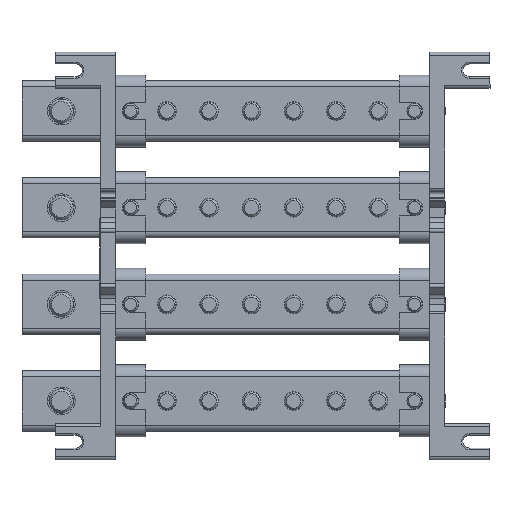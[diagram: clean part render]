
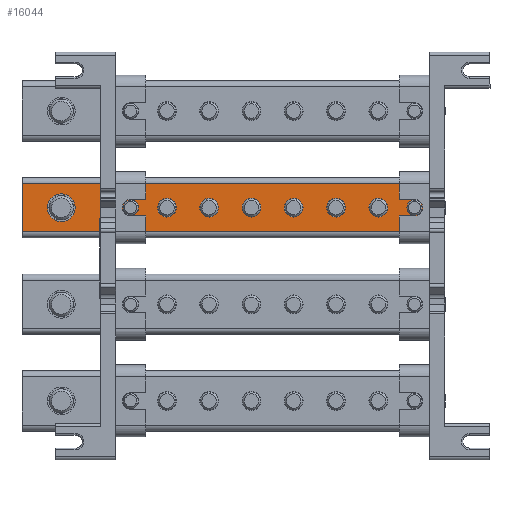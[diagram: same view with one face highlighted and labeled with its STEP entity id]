
A CAD part, front view. The second image highlights one B-rep face of the part: STEP entity #16044.
In plain terms, the highlighted face is planar.
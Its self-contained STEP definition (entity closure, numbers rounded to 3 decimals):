
#325=FACE_BOUND('',#2700,.T.);
#326=FACE_BOUND('',#2701,.T.);
#327=FACE_BOUND('',#2702,.T.);
#328=FACE_BOUND('',#2703,.T.);
#329=FACE_BOUND('',#2704,.T.);
#330=FACE_BOUND('',#2705,.T.);
#331=FACE_BOUND('',#2706,.T.);
#332=FACE_BOUND('',#2707,.T.);
#333=FACE_BOUND('',#2708,.T.);
#1131=PLANE('',#17123);
#1800=FACE_OUTER_BOUND('',#2699,.T.);
#2699=EDGE_LOOP('',(#13228,#13229,#13230,#13231));
#2700=EDGE_LOOP('',(#13232));
#2701=EDGE_LOOP('',(#13233));
#2702=EDGE_LOOP('',(#13234));
#2703=EDGE_LOOP('',(#13235));
#2704=EDGE_LOOP('',(#13236));
#2705=EDGE_LOOP('',(#13237));
#2706=EDGE_LOOP('',(#13238));
#2707=EDGE_LOOP('',(#13239));
#2708=EDGE_LOOP('',(#13240));
#4002=LINE('',#25999,#5521);
#4003=LINE('',#26002,#5522);
#4004=LINE('',#26004,#5523);
#4005=LINE('',#26005,#5524);
#5521=VECTOR('',#19813,10.);
#5522=VECTOR('',#19816,10.);
#5523=VECTOR('',#19817,10.);
#5524=VECTOR('',#19818,10.);
#6335=CIRCLE('',#17094,4.6);
#6336=CIRCLE('',#17096,2.2);
#6339=CIRCLE('',#17100,2.6);
#6341=CIRCLE('',#17103,3.1);
#6343=CIRCLE('',#17106,3.1);
#6345=CIRCLE('',#17109,3.1);
#6347=CIRCLE('',#17112,3.1);
#6349=CIRCLE('',#17115,3.1);
#6351=CIRCLE('',#17118,3.1);
#7492=VERTEX_POINT('',#25934);
#7493=VERTEX_POINT('',#25938);
#7496=VERTEX_POINT('',#25946);
#7498=VERTEX_POINT('',#25952);
#7500=VERTEX_POINT('',#25958);
#7502=VERTEX_POINT('',#25964);
#7504=VERTEX_POINT('',#25970);
#7506=VERTEX_POINT('',#25976);
#7508=VERTEX_POINT('',#25982);
#7513=VERTEX_POINT('',#25995);
#7514=VERTEX_POINT('',#25997);
#7515=VERTEX_POINT('',#26001);
#7516=VERTEX_POINT('',#26003);
#9508=EDGE_CURVE('',#7492,#7492,#6335,.T.);
#9509=EDGE_CURVE('',#7493,#7493,#6336,.T.);
#9514=EDGE_CURVE('',#7496,#7496,#6339,.T.);
#9517=EDGE_CURVE('',#7498,#7498,#6341,.T.);
#9520=EDGE_CURVE('',#7500,#7500,#6343,.T.);
#9523=EDGE_CURVE('',#7502,#7502,#6345,.T.);
#9526=EDGE_CURVE('',#7504,#7504,#6347,.T.);
#9529=EDGE_CURVE('',#7506,#7506,#6349,.T.);
#9532=EDGE_CURVE('',#7508,#7508,#6351,.T.);
#9539=EDGE_CURVE('',#7513,#7514,#4002,.T.);
#9540=EDGE_CURVE('',#7515,#7513,#4003,.T.);
#9541=EDGE_CURVE('',#7516,#7514,#4004,.T.);
#9542=EDGE_CURVE('',#7515,#7516,#4005,.T.);
#13228=ORIENTED_EDGE('',*,*,#9540,.T.);
#13229=ORIENTED_EDGE('',*,*,#9539,.T.);
#13230=ORIENTED_EDGE('',*,*,#9541,.F.);
#13231=ORIENTED_EDGE('',*,*,#9542,.F.);
#13232=ORIENTED_EDGE('',*,*,#9508,.T.);
#13233=ORIENTED_EDGE('',*,*,#9509,.T.);
#13234=ORIENTED_EDGE('',*,*,#9514,.T.);
#13235=ORIENTED_EDGE('',*,*,#9517,.T.);
#13236=ORIENTED_EDGE('',*,*,#9520,.T.);
#13237=ORIENTED_EDGE('',*,*,#9523,.T.);
#13238=ORIENTED_EDGE('',*,*,#9526,.T.);
#13239=ORIENTED_EDGE('',*,*,#9529,.T.);
#13240=ORIENTED_EDGE('',*,*,#9532,.T.);
#16044=ADVANCED_FACE('',(#1800,#325,#326,#327,#328,#329,#330,#331,#332,
#333),#1131,.T.);
#17094=AXIS2_PLACEMENT_3D('',#25936,#19743,#19744);
#17096=AXIS2_PLACEMENT_3D('',#25939,#19747,#19748);
#17100=AXIS2_PLACEMENT_3D('',#25948,#19757,#19758);
#17103=AXIS2_PLACEMENT_3D('',#25954,#19764,#19765);
#17106=AXIS2_PLACEMENT_3D('',#25960,#19771,#19772);
#17109=AXIS2_PLACEMENT_3D('',#25966,#19778,#19779);
#17112=AXIS2_PLACEMENT_3D('',#25972,#19785,#19786);
#17115=AXIS2_PLACEMENT_3D('',#25978,#19792,#19793);
#17118=AXIS2_PLACEMENT_3D('',#25984,#19799,#19800);
#17123=AXIS2_PLACEMENT_3D('',#26000,#19814,#19815);
#19743=DIRECTION('center_axis',(0.,0.,-1.));
#19744=DIRECTION('ref_axis',(-1.,0.,0.));
#19747=DIRECTION('center_axis',(0.,0.,-1.));
#19748=DIRECTION('ref_axis',(1.,0.,0.));
#19757=DIRECTION('center_axis',(0.,0.,-1.));
#19758=DIRECTION('ref_axis',(-1.,0.,0.));
#19764=DIRECTION('center_axis',(0.,0.,-1.));
#19765=DIRECTION('ref_axis',(-1.,0.,0.));
#19771=DIRECTION('center_axis',(0.,0.,-1.));
#19772=DIRECTION('ref_axis',(-1.,0.,0.));
#19778=DIRECTION('center_axis',(0.,0.,-1.));
#19779=DIRECTION('ref_axis',(-1.,0.,0.));
#19785=DIRECTION('center_axis',(0.,0.,-1.));
#19786=DIRECTION('ref_axis',(-1.,0.,0.));
#19792=DIRECTION('center_axis',(0.,0.,-1.));
#19793=DIRECTION('ref_axis',(-1.,0.,0.));
#19799=DIRECTION('center_axis',(0.,0.,-1.));
#19800=DIRECTION('ref_axis',(-1.,0.,0.));
#19813=DIRECTION('',(0.,1.,0.));
#19814=DIRECTION('center_axis',(0.,0.,1.));
#19815=DIRECTION('ref_axis',(1.,0.,0.));
#19816=DIRECTION('',(1.,0.,0.));
#19817=DIRECTION('',(1.,0.,0.));
#19818=DIRECTION('',(0.,1.,0.));
#25934=CARTESIAN_POINT('',(4.6,13.,2.));
#25936=CARTESIAN_POINT('Origin',(0.,13.,2.));
#25938=CARTESIAN_POINT('',(-2.2,130.,2.));
#25939=CARTESIAN_POINT('Origin',(0.,130.,2.));
#25946=CARTESIAN_POINT('',(2.6,36.,2.));
#25948=CARTESIAN_POINT('Origin',(0.,36.,2.));
#25952=CARTESIAN_POINT('',(3.1,118.,2.));
#25954=CARTESIAN_POINT('Origin',(0.,118.,2.));
#25958=CARTESIAN_POINT('',(3.1,104.,2.));
#25960=CARTESIAN_POINT('Origin',(0.,104.,2.));
#25964=CARTESIAN_POINT('',(3.1,90.,2.));
#25966=CARTESIAN_POINT('Origin',(0.,90.,2.));
#25970=CARTESIAN_POINT('',(3.1,76.,2.));
#25972=CARTESIAN_POINT('Origin',(0.,76.,2.));
#25976=CARTESIAN_POINT('',(3.1,62.,2.));
#25978=CARTESIAN_POINT('Origin',(0.,62.,2.));
#25982=CARTESIAN_POINT('',(3.1,48.,2.));
#25984=CARTESIAN_POINT('Origin',(0.,48.,2.));
#25995=CARTESIAN_POINT('',(8.,0.,2.));
#25997=CARTESIAN_POINT('',(8.,138.,2.));
#25999=CARTESIAN_POINT('',(8.,0.,2.));
#26000=CARTESIAN_POINT('Origin',(-8.,0.,2.));
#26001=CARTESIAN_POINT('',(-8.,0.,2.));
#26002=CARTESIAN_POINT('',(-8.,0.,2.));
#26003=CARTESIAN_POINT('',(-8.,138.,2.));
#26004=CARTESIAN_POINT('',(-8.,138.,2.));
#26005=CARTESIAN_POINT('',(-8.,0.,2.));
